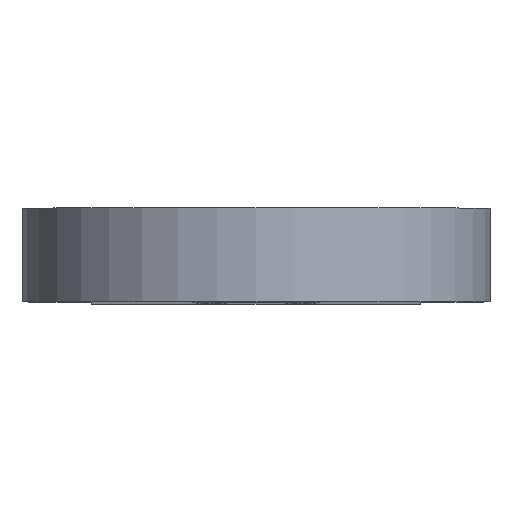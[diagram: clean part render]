
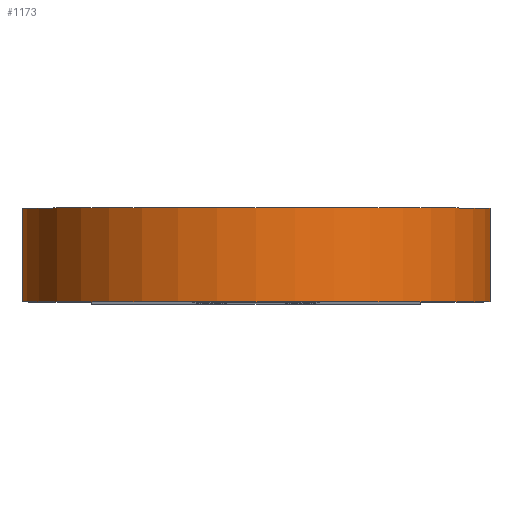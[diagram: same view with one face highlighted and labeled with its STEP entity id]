
A CAD part, top view. The second image highlights one B-rep face of the part: STEP entity #1173.
In plain terms, the highlighted cylindrical face has radius 25 mm (diameter 50 mm), a partial arc.
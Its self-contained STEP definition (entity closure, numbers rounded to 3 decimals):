
#98=FACE_OUTER_BOUND('',#155,.T.);
#155=EDGE_LOOP('',(#807,#808,#809,#810));
#274=LINE('',#1720,#367);
#275=LINE('',#1723,#368);
#367=VECTOR('',#1367,10.);
#368=VECTOR('',#1370,10.);
#460=CIRCLE('',#1233,25.);
#461=CIRCLE('',#1234,25.);
#532=VERTEX_POINT('',#1716);
#533=VERTEX_POINT('',#1717);
#534=VERTEX_POINT('',#1719);
#535=VERTEX_POINT('',#1721);
#642=EDGE_CURVE('',#532,#533,#460,.T.);
#643=EDGE_CURVE('',#534,#532,#274,.T.);
#644=EDGE_CURVE('',#535,#534,#461,.T.);
#645=EDGE_CURVE('',#535,#533,#275,.T.);
#807=ORIENTED_EDGE('',*,*,#642,.F.);
#808=ORIENTED_EDGE('',*,*,#643,.F.);
#809=ORIENTED_EDGE('',*,*,#644,.F.);
#810=ORIENTED_EDGE('',*,*,#645,.T.);
#1137=CYLINDRICAL_SURFACE('',#1232,25.);
#1173=ADVANCED_FACE('',(#98),#1137,.T.);
#1232=AXIS2_PLACEMENT_3D('',#1715,#1363,#1364);
#1233=AXIS2_PLACEMENT_3D('',#1718,#1365,#1366);
#1234=AXIS2_PLACEMENT_3D('',#1722,#1368,#1369);
#1363=DIRECTION('center_axis',(0.,1.,0.));
#1364=DIRECTION('ref_axis',(0.,0.,1.));
#1365=DIRECTION('center_axis',(0.,1.,0.));
#1366=DIRECTION('ref_axis',(1.,0.,0.));
#1367=DIRECTION('',(0.,1.,0.));
#1368=DIRECTION('center_axis',(0.,-1.,0.));
#1369=DIRECTION('ref_axis',(1.,0.,0.));
#1370=DIRECTION('',(0.,1.,0.));
#1715=CARTESIAN_POINT('Origin',(0.,-5.,0.));
#1716=CARTESIAN_POINT('',(-17.5,5.,-17.854));
#1717=CARTESIAN_POINT('',(17.5,5.,-17.854));
#1718=CARTESIAN_POINT('Origin',(0.,5.,0.));
#1719=CARTESIAN_POINT('',(-17.5,-5.,-17.854));
#1720=CARTESIAN_POINT('',(-17.5,-5.,-17.854));
#1721=CARTESIAN_POINT('',(17.5,-5.,-17.854));
#1722=CARTESIAN_POINT('Origin',(0.,-5.,0.));
#1723=CARTESIAN_POINT('',(17.5,-5.,-17.854));
